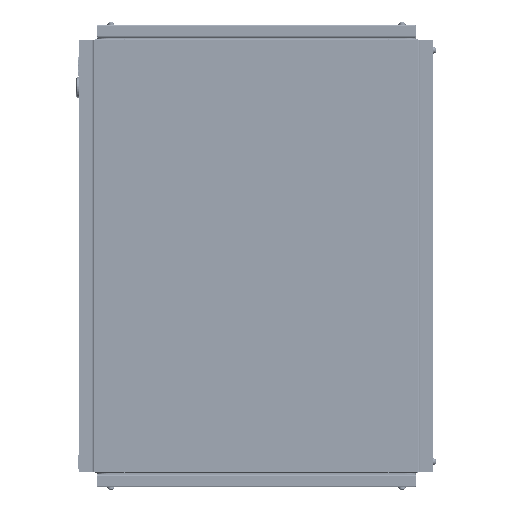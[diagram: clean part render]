
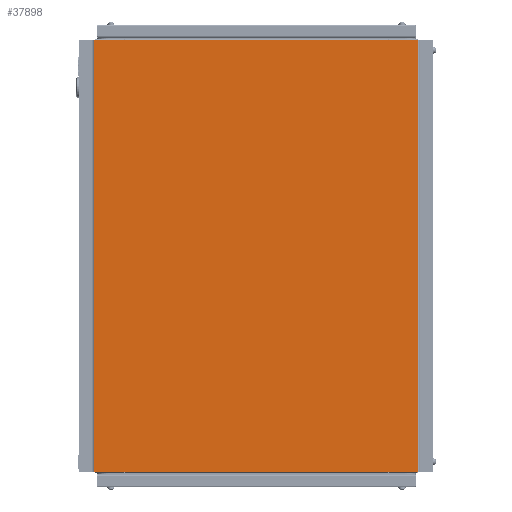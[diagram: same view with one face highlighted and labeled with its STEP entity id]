
A CAD part, front view. The second image highlights one B-rep face of the part: STEP entity #37898.
In plain terms, the highlighted planar face has unit normal (0, -1, 0).
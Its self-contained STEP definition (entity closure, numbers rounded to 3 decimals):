
#1462 = EDGE_CURVE ( 'NONE', #19173, #6828, #22458, .T. ) ;
#2350 = CARTESIAN_POINT ( 'NONE',  ( 469.2, -20., 599. ) ) ;
#3777 = VERTEX_POINT ( 'NONE', #33809 ) ;
#4375 = ORIENTED_EDGE ( 'NONE', *, *, #28698, .T. ) ;
#6166 = DIRECTION ( 'NONE',  ( 0., 0., -1. ) ) ;
#6312 = CARTESIAN_POINT ( 'NONE',  ( 469.2, -20., 599. ) ) ;
#6828 = VERTEX_POINT ( 'NONE', #6312 ) ;
#7827 = DIRECTION ( 'NONE',  ( 0., 0., -1. ) ) ;
#8398 = CARTESIAN_POINT ( 'NONE',  ( 469.2, -20., 0. ) ) ;
#10300 = EDGE_CURVE ( 'NONE', #19173, #3777, #11925, .T. ) ;
#10473 = LINE ( 'NONE', #51954, #49665 ) ;
#11075 = VECTOR ( 'NONE', #6166, 1000. ) ;
#11683 = PLANE ( 'NONE',  #28288 ) ;
#11925 = LINE ( 'NONE', #28540, #34185 ) ;
#12503 = FACE_OUTER_BOUND ( 'NONE', #43937, .T. ) ;
#14149 = CARTESIAN_POINT ( 'NONE',  ( 20.8, -20., 599. ) ) ;
#14358 = ORIENTED_EDGE ( 'NONE', *, *, #10300, .T. ) ;
#15664 = VERTEX_POINT ( 'NONE', #8398 ) ;
#15862 = EDGE_CURVE ( 'NONE', #6828, #15664, #27132, .T. ) ;
#18114 = DIRECTION ( 'NONE',  ( 1., 0., 0. ) ) ;
#19173 = VERTEX_POINT ( 'NONE', #14149 ) ;
#22458 = LINE ( 'NONE', #38621, #40348 ) ;
#24911 = ORIENTED_EDGE ( 'NONE', *, *, #1462, .F. ) ;
#27132 = LINE ( 'NONE', #2350, #11075 ) ;
#28026 = CARTESIAN_POINT ( 'NONE',  ( 19.8, -20., 599. ) ) ;
#28288 = AXIS2_PLACEMENT_3D ( 'NONE', #28026, #36762, #28551 ) ;
#28540 = CARTESIAN_POINT ( 'NONE',  ( 20.8, -20., 599. ) ) ;
#28551 = DIRECTION ( 'NONE',  ( -1., 0., 0. ) ) ;
#28698 = EDGE_CURVE ( 'NONE', #3777, #15664, #10473, .T. ) ;
#33809 = CARTESIAN_POINT ( 'NONE',  ( 20.8, -20., 0. ) ) ;
#34185 = VECTOR ( 'NONE', #7827, 1000. ) ;
#36762 = DIRECTION ( 'NONE',  ( 0., 1., 0. ) ) ;
#37898 = ADVANCED_FACE ( 'NONE', ( #12503 ), #11683, .F. ) ;
#38621 = CARTESIAN_POINT ( 'NONE',  ( 19.8, -20., 599. ) ) ;
#40348 = VECTOR ( 'NONE', #18114, 1000. ) ;
#43937 = EDGE_LOOP ( 'NONE', ( #4375, #47495, #24911, #14358 ) ) ;
#47495 = ORIENTED_EDGE ( 'NONE', *, *, #15862, .F. ) ;
#47616 = DIRECTION ( 'NONE',  ( 1., 0., 0. ) ) ;
#49665 = VECTOR ( 'NONE', #47616, 1000. ) ;
#51954 = CARTESIAN_POINT ( 'NONE',  ( 19.8, -20., 0. ) ) ;
